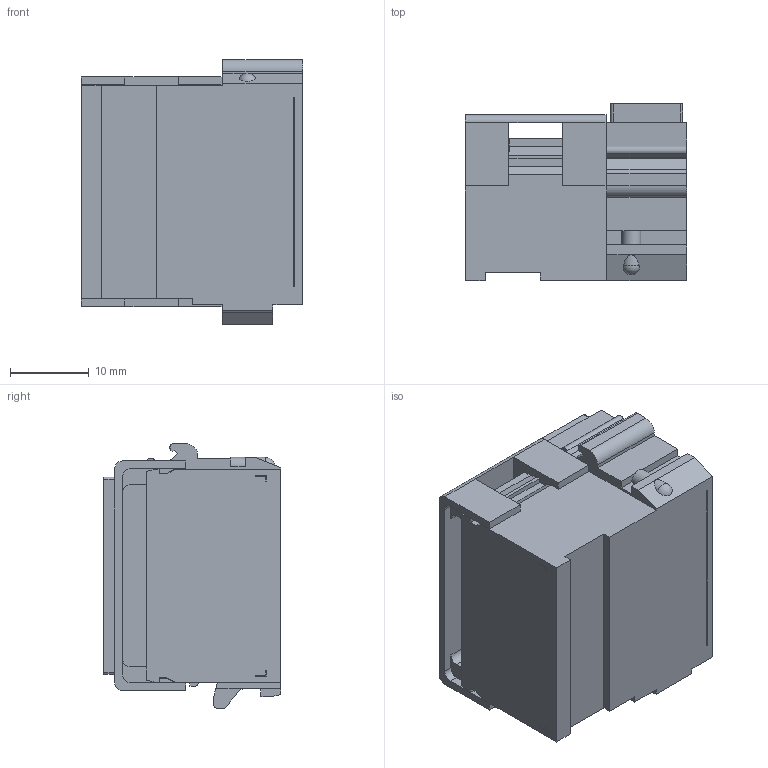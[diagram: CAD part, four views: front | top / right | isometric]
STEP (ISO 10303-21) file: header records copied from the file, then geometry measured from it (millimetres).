
FILE_DESCRIPTION((''),'2;1');
FILE_NAME('00176501299_T','2020-09-01T',('presta_be4'),(''),'CREO PARAMETRIC BY PTC INC, 2018360','CREO PARAMETRIC BY PTC INC, 2018360','');
FILE_SCHEMA(('CONFIG_CONTROL_DESIGN'));
Products named in the file (1): 00176501299_T
Bounding box: 28 x 22.45 x 33.55 mm (x, y, z)
Volume: 9504.7 mm3; surface area: 12330.7 mm2
Topology: 29 solids, 29 shells, 2811 faces, 6903 edges, 4377 vertices
Faces by surface type: plane 1639, cylinder 483, cone 384, torus 304, sphere 1
Entity records: 84245 total; most frequent: CARTESIAN_POINT 16288, DIRECTION 14660, ORIENTED_EDGE 13758, EDGE_CURVE 6879, AXIS2_PLACEMENT_3D 5356, VERTEX_POINT 4377, VECTOR 3948, LINE 3948
